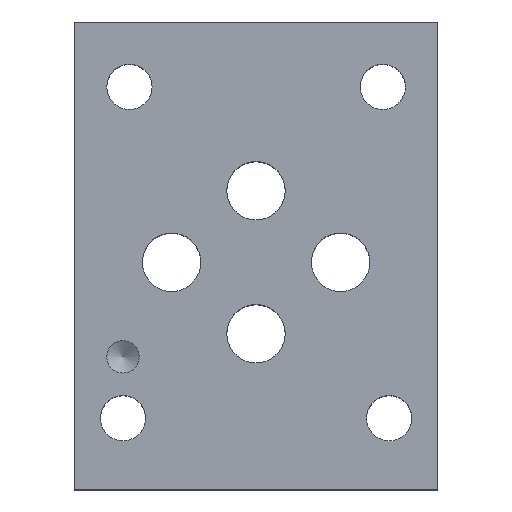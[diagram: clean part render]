
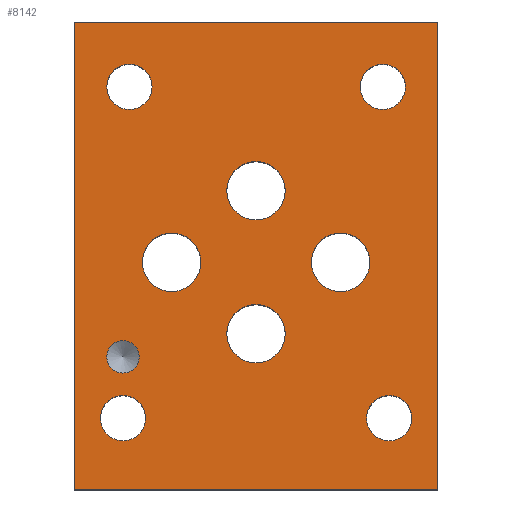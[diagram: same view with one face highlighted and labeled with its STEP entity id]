
A CAD part, top view. The second image highlights one B-rep face of the part: STEP entity #8142.
In plain terms, the highlighted planar face has unit normal (0, 0, 1).
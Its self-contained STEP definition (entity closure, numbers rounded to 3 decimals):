
#94=CIRCLE('',#8502,3.569);
#95=CIRCLE('',#8503,3.569);
#96=CIRCLE('',#8505,3.569);
#97=CIRCLE('',#8506,3.569);
#98=CIRCLE('',#8508,3.569);
#99=CIRCLE('',#8509,3.569);
#100=CIRCLE('',#8511,3.569);
#101=CIRCLE('',#8512,3.569);
#104=CIRCLE('',#8517,1.981);
#105=CIRCLE('',#8518,1.981);
#106=CIRCLE('',#8520,2.769);
#107=CIRCLE('',#8521,2.769);
#110=CIRCLE('',#8525,2.769);
#111=CIRCLE('',#8526,2.769);
#114=CIRCLE('',#8530,2.769);
#115=CIRCLE('',#8531,2.769);
#118=CIRCLE('',#8535,2.769);
#119=CIRCLE('',#8536,2.769);
#167=FACE_BOUND('',#1320,.T.);
#168=FACE_BOUND('',#1321,.T.);
#169=FACE_BOUND('',#1322,.T.);
#170=FACE_BOUND('',#1323,.T.);
#171=FACE_BOUND('',#1324,.T.);
#172=FACE_BOUND('',#1325,.T.);
#173=FACE_BOUND('',#1326,.T.);
#174=FACE_BOUND('',#1327,.T.);
#175=FACE_BOUND('',#1328,.T.);
#462=PLANE('',#8543);
#868=FACE_OUTER_BOUND('',#1319,.T.);
#1319=EDGE_LOOP('',(#7243,#7244,#7245,#7246));
#1320=EDGE_LOOP('',(#7247,#7248));
#1321=EDGE_LOOP('',(#7249,#7250));
#1322=EDGE_LOOP('',(#7251,#7252));
#1323=EDGE_LOOP('',(#7253,#7254));
#1324=EDGE_LOOP('',(#7255,#7256));
#1325=EDGE_LOOP('',(#7257,#7258));
#1326=EDGE_LOOP('',(#7259,#7260));
#1327=EDGE_LOOP('',(#7261,#7262));
#1328=EDGE_LOOP('',(#7263,#7264));
#1679=LINE('',#12156,#2511);
#2103=LINE('',#13397,#2935);
#2140=LINE('',#13476,#2972);
#2170=LINE('',#13745,#3002);
#2511=VECTOR('',#9083,10.);
#2935=VECTOR('',#9813,10.);
#2972=VECTOR('',#9882,10.);
#3002=VECTOR('',#10142,10.);
#3532=VERTEX_POINT('',#12153);
#3533=VERTEX_POINT('',#12155);
#3845=VERTEX_POINT('',#13396);
#3871=VERTEX_POINT('',#13474);
#3925=VERTEX_POINT('',#13667);
#3926=VERTEX_POINT('',#13668);
#3927=VERTEX_POINT('',#13673);
#3928=VERTEX_POINT('',#13674);
#3929=VERTEX_POINT('',#13679);
#3930=VERTEX_POINT('',#13680);
#3931=VERTEX_POINT('',#13685);
#3932=VERTEX_POINT('',#13686);
#3936=VERTEX_POINT('',#13698);
#3937=VERTEX_POINT('',#13699);
#3938=VERTEX_POINT('',#13704);
#3939=VERTEX_POINT('',#13705);
#3942=VERTEX_POINT('',#13714);
#3943=VERTEX_POINT('',#13715);
#3946=VERTEX_POINT('',#13724);
#3947=VERTEX_POINT('',#13725);
#3950=VERTEX_POINT('',#13734);
#3951=VERTEX_POINT('',#13735);
#4448=EDGE_CURVE('',#3533,#3532,#1679,.T.);
#4916=EDGE_CURVE('',#3845,#3533,#2103,.T.);
#4955=EDGE_CURVE('',#3532,#3871,#2140,.T.);
#5025=EDGE_CURVE('',#3925,#3926,#94,.T.);
#5026=EDGE_CURVE('',#3926,#3925,#95,.T.);
#5028=EDGE_CURVE('',#3927,#3928,#96,.T.);
#5029=EDGE_CURVE('',#3928,#3927,#97,.T.);
#5031=EDGE_CURVE('',#3929,#3930,#98,.T.);
#5032=EDGE_CURVE('',#3930,#3929,#99,.T.);
#5034=EDGE_CURVE('',#3931,#3932,#100,.T.);
#5035=EDGE_CURVE('',#3932,#3931,#101,.T.);
#5040=EDGE_CURVE('',#3936,#3937,#104,.T.);
#5041=EDGE_CURVE('',#3937,#3936,#105,.T.);
#5043=EDGE_CURVE('',#3938,#3939,#106,.T.);
#5044=EDGE_CURVE('',#3939,#3938,#107,.T.);
#5048=EDGE_CURVE('',#3942,#3943,#110,.T.);
#5049=EDGE_CURVE('',#3943,#3942,#111,.T.);
#5053=EDGE_CURVE('',#3946,#3947,#114,.T.);
#5054=EDGE_CURVE('',#3947,#3946,#115,.T.);
#5058=EDGE_CURVE('',#3950,#3951,#118,.T.);
#5059=EDGE_CURVE('',#3951,#3950,#119,.T.);
#5064=EDGE_CURVE('',#3871,#3845,#2170,.T.);
#7243=ORIENTED_EDGE('',*,*,#4916,.T.);
#7244=ORIENTED_EDGE('',*,*,#4448,.T.);
#7245=ORIENTED_EDGE('',*,*,#4955,.T.);
#7246=ORIENTED_EDGE('',*,*,#5064,.T.);
#7247=ORIENTED_EDGE('',*,*,#5025,.T.);
#7248=ORIENTED_EDGE('',*,*,#5026,.T.);
#7249=ORIENTED_EDGE('',*,*,#5028,.T.);
#7250=ORIENTED_EDGE('',*,*,#5029,.T.);
#7251=ORIENTED_EDGE('',*,*,#5031,.T.);
#7252=ORIENTED_EDGE('',*,*,#5032,.T.);
#7253=ORIENTED_EDGE('',*,*,#5034,.T.);
#7254=ORIENTED_EDGE('',*,*,#5035,.T.);
#7255=ORIENTED_EDGE('',*,*,#5040,.T.);
#7256=ORIENTED_EDGE('',*,*,#5041,.T.);
#7257=ORIENTED_EDGE('',*,*,#5043,.T.);
#7258=ORIENTED_EDGE('',*,*,#5044,.T.);
#7259=ORIENTED_EDGE('',*,*,#5048,.T.);
#7260=ORIENTED_EDGE('',*,*,#5049,.T.);
#7261=ORIENTED_EDGE('',*,*,#5053,.T.);
#7262=ORIENTED_EDGE('',*,*,#5054,.T.);
#7263=ORIENTED_EDGE('',*,*,#5058,.T.);
#7264=ORIENTED_EDGE('',*,*,#5059,.T.);
#8142=ADVANCED_FACE('',(#868,#167,#168,#169,#170,#171,#172,#173,#174,#175),
#462,.T.);
#8502=AXIS2_PLACEMENT_3D('',#13669,#10055,#10056);
#8503=AXIS2_PLACEMENT_3D('',#13670,#10057,#10058);
#8505=AXIS2_PLACEMENT_3D('',#13675,#10062,#10063);
#8506=AXIS2_PLACEMENT_3D('',#13676,#10064,#10065);
#8508=AXIS2_PLACEMENT_3D('',#13681,#10069,#10070);
#8509=AXIS2_PLACEMENT_3D('',#13682,#10071,#10072);
#8511=AXIS2_PLACEMENT_3D('',#13687,#10076,#10077);
#8512=AXIS2_PLACEMENT_3D('',#13688,#10078,#10079);
#8517=AXIS2_PLACEMENT_3D('',#13700,#10090,#10091);
#8518=AXIS2_PLACEMENT_3D('',#13701,#10092,#10093);
#8520=AXIS2_PLACEMENT_3D('',#13706,#10097,#10098);
#8521=AXIS2_PLACEMENT_3D('',#13707,#10099,#10100);
#8525=AXIS2_PLACEMENT_3D('',#13716,#10108,#10109);
#8526=AXIS2_PLACEMENT_3D('',#13717,#10110,#10111);
#8530=AXIS2_PLACEMENT_3D('',#13726,#10119,#10120);
#8531=AXIS2_PLACEMENT_3D('',#13727,#10121,#10122);
#8535=AXIS2_PLACEMENT_3D('',#13736,#10130,#10131);
#8536=AXIS2_PLACEMENT_3D('',#13737,#10132,#10133);
#8543=AXIS2_PLACEMENT_3D('',#13749,#10149,#10150);
#9083=DIRECTION('',(0.,1.,0.));
#9813=DIRECTION('',(1.,0.,0.));
#9882=DIRECTION('',(-1.,0.,0.));
#10055=DIRECTION('center_axis',(0.,0.,-1.));
#10056=DIRECTION('ref_axis',(1.,0.,0.));
#10057=DIRECTION('center_axis',(0.,0.,-1.));
#10058=DIRECTION('ref_axis',(1.,0.,0.));
#10062=DIRECTION('center_axis',(0.,0.,-1.));
#10063=DIRECTION('ref_axis',(1.,0.,0.));
#10064=DIRECTION('center_axis',(0.,0.,-1.));
#10065=DIRECTION('ref_axis',(1.,0.,0.));
#10069=DIRECTION('center_axis',(0.,0.,-1.));
#10070=DIRECTION('ref_axis',(1.,0.,0.));
#10071=DIRECTION('center_axis',(0.,0.,-1.));
#10072=DIRECTION('ref_axis',(1.,0.,0.));
#10076=DIRECTION('center_axis',(0.,0.,-1.));
#10077=DIRECTION('ref_axis',(1.,0.,0.));
#10078=DIRECTION('center_axis',(0.,0.,-1.));
#10079=DIRECTION('ref_axis',(1.,0.,0.));
#10090=DIRECTION('center_axis',(0.,0.,-1.));
#10091=DIRECTION('ref_axis',(1.,0.,0.));
#10092=DIRECTION('center_axis',(0.,0.,-1.));
#10093=DIRECTION('ref_axis',(1.,0.,0.));
#10097=DIRECTION('center_axis',(0.,0.,-1.));
#10098=DIRECTION('ref_axis',(1.,0.,0.));
#10099=DIRECTION('center_axis',(0.,0.,-1.));
#10100=DIRECTION('ref_axis',(1.,0.,0.));
#10108=DIRECTION('center_axis',(0.,0.,-1.));
#10109=DIRECTION('ref_axis',(1.,0.,0.));
#10110=DIRECTION('center_axis',(0.,0.,-1.));
#10111=DIRECTION('ref_axis',(1.,0.,0.));
#10119=DIRECTION('center_axis',(0.,0.,-1.));
#10120=DIRECTION('ref_axis',(1.,0.,0.));
#10121=DIRECTION('center_axis',(0.,0.,-1.));
#10122=DIRECTION('ref_axis',(1.,0.,0.));
#10130=DIRECTION('center_axis',(0.,0.,-1.));
#10131=DIRECTION('ref_axis',(1.,0.,0.));
#10132=DIRECTION('center_axis',(0.,0.,-1.));
#10133=DIRECTION('ref_axis',(1.,0.,0.));
#10142=DIRECTION('',(0.,-1.,0.));
#10149=DIRECTION('center_axis',(0.,0.,1.));
#10150=DIRECTION('ref_axis',(1.,0.,0.));
#12153=CARTESIAN_POINT('',(44.45,57.15,25.4));
#12155=CARTESIAN_POINT('',(44.45,0.,25.4));
#12156=CARTESIAN_POINT('',(44.45,0.,25.4));
#13396=CARTESIAN_POINT('',(0.,0.,25.4));
#13397=CARTESIAN_POINT('',(0.,0.,25.4));
#13474=CARTESIAN_POINT('',(0.,57.15,25.4));
#13476=CARTESIAN_POINT('',(44.45,57.15,25.4));
#13667=CARTESIAN_POINT('',(25.794,36.525,25.4));
#13668=CARTESIAN_POINT('',(18.656,36.525,25.4));
#13669=CARTESIAN_POINT('Origin',(22.225,36.525,25.4));
#13670=CARTESIAN_POINT('Origin',(22.225,36.525,25.4));
#13673=CARTESIAN_POINT('',(15.481,27.788,25.4));
#13674=CARTESIAN_POINT('',(8.344,27.788,25.4));
#13675=CARTESIAN_POINT('Origin',(11.913,27.788,25.4));
#13676=CARTESIAN_POINT('Origin',(11.913,27.788,25.4));
#13679=CARTESIAN_POINT('',(36.132,27.788,25.4));
#13680=CARTESIAN_POINT('',(28.994,27.788,25.4));
#13681=CARTESIAN_POINT('Origin',(32.563,27.788,25.4));
#13682=CARTESIAN_POINT('Origin',(32.563,27.788,25.4));
#13685=CARTESIAN_POINT('',(25.794,19.05,25.4));
#13686=CARTESIAN_POINT('',(18.656,19.05,25.4));
#13687=CARTESIAN_POINT('Origin',(22.225,19.05,25.4));
#13688=CARTESIAN_POINT('Origin',(22.225,19.05,25.4));
#13698=CARTESIAN_POINT('',(7.95,16.231,25.4));
#13699=CARTESIAN_POINT('',(3.988,16.231,25.4));
#13700=CARTESIAN_POINT('Origin',(5.969,16.231,25.4));
#13701=CARTESIAN_POINT('Origin',(5.969,16.231,25.4));
#13704=CARTESIAN_POINT('',(41.275,8.738,25.4));
#13705=CARTESIAN_POINT('',(35.738,8.738,25.4));
#13706=CARTESIAN_POINT('Origin',(38.506,8.738,25.4));
#13707=CARTESIAN_POINT('Origin',(38.506,8.738,25.4));
#13714=CARTESIAN_POINT('',(9.525,49.225,25.4));
#13715=CARTESIAN_POINT('',(3.988,49.225,25.4));
#13716=CARTESIAN_POINT('Origin',(6.756,49.225,25.4));
#13717=CARTESIAN_POINT('Origin',(6.756,49.225,25.4));
#13724=CARTESIAN_POINT('',(40.488,49.225,25.4));
#13725=CARTESIAN_POINT('',(34.95,49.225,25.4));
#13726=CARTESIAN_POINT('Origin',(37.719,49.225,25.4));
#13727=CARTESIAN_POINT('Origin',(37.719,49.225,25.4));
#13734=CARTESIAN_POINT('',(8.738,8.738,25.4));
#13735=CARTESIAN_POINT('',(3.2,8.738,25.4));
#13736=CARTESIAN_POINT('Origin',(5.969,8.738,25.4));
#13737=CARTESIAN_POINT('Origin',(5.969,8.738,25.4));
#13745=CARTESIAN_POINT('',(0.,57.15,25.4));
#13749=CARTESIAN_POINT('Origin',(22.225,28.575,25.4));
